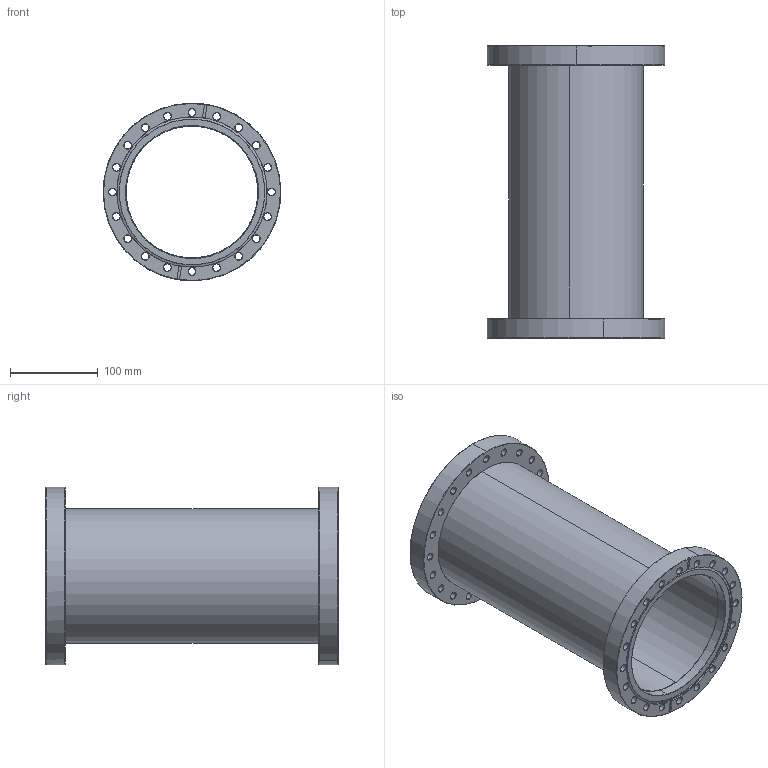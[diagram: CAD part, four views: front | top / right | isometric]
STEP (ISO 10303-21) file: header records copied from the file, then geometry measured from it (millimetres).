
FILE_DESCRIPTION (( 'STEP AP214' ), '1' );
FILE_NAME ('Hositrad_FS150-154R-FullNipple.STEP', '2013-09-05T12:08:47', ( '' ), ( '' ), 'SwSTEP 2.0', 'SolidWorks 2013', '' );
FILE_SCHEMA (( 'AUTOMOTIVE_DESIGN' ));
Length unit declared in the file: millimetre
Products named in the file (6): Hositrad_FS150-154R-FullNipple; Tube 154-All_Tube 154 L=333,4-25,4; NW150CF-R-Weld; NW150CF-R-OuterWeld_-154; NW150CF-R-InnerWeld_-154; NW150CF-Weld_CF150-154
Assembly tree (5 placements, depth 3):
  Hositrad_FS150-154R-FullNipple
    NW150CF-Weld_CF150-154
    NW150CF-R-Weld
      NW150CF-R-InnerWeld_-154
      NW150CF-R-OuterWeld_-154
    Tube 154-All_Tube 154 L=333,4-25,4
Bounding box: 202.4 x 333.4 x 202.4 mm (x, y, z)
Volume: 849114 mm3; surface area: 445149.7 mm2
Topology: 4 solids, 4 shells, 318 faces, 740 edges, 432 vertices
Faces by surface type: cone 188, cylinder 104, plane 26
Entity records: 9432 total; most frequent: DIRECTION 1798, CARTESIAN_POINT 1523, ORIENTED_EDGE 1480, EDGE_CURVE 740, AXIS2_PLACEMENT_3D 739, VERTEX_POINT 432, CIRCLE 412, EDGE_LOOP 408
